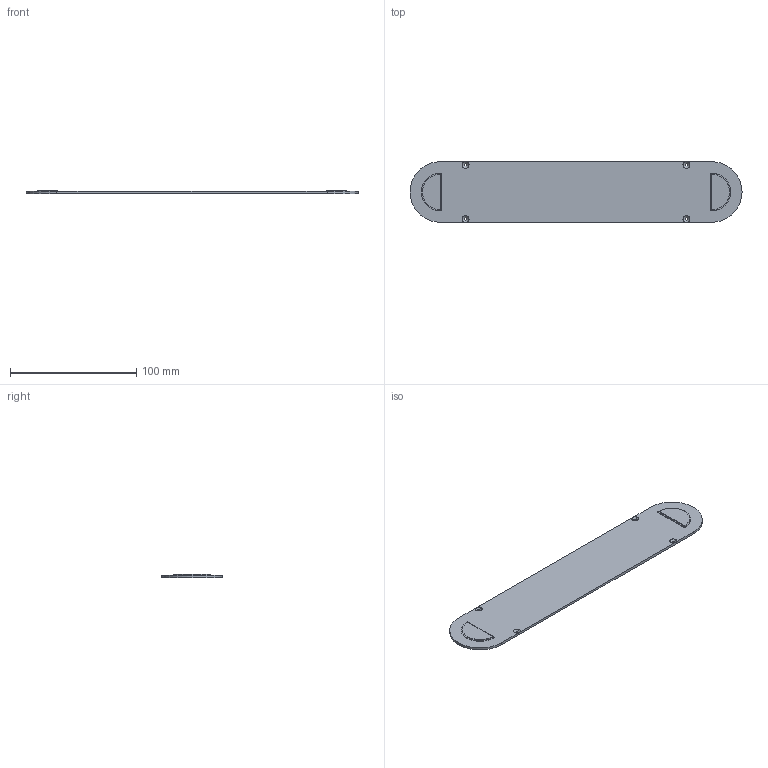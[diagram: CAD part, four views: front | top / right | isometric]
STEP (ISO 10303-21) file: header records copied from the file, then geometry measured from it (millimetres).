
FILE_DESCRIPTION (( 'STEP AP214' ), '1' );
FILE_NAME ('Pieza1.a.STEP', '2020-06-10T01:12:18', ( '' ), ( '' ), 'SwSTEP 2.0', 'SolidWorks 2013', '' );
FILE_SCHEMA (( 'AUTOMOTIVE_DESIGN' ));
Length unit declared in the file: millimetre
Products named in the file (1): Pieza1.a
Bounding box: 263 x 48 x 3 mm (x, y, z)
Volume: 24846.7 mm3; surface area: 25575.8 mm2
Topology: 1 solids, 1 shells, 37 faces, 97 edges, 62 vertices
Faces by surface type: cylinder 17, plane 12, cone 8
Entity records: 1308 total; most frequent: CARTESIAN_POINT 233, DIRECTION 215, ORIENTED_EDGE 194, EDGE_CURVE 97, AXIS2_PLACEMENT_3D 84, VERTEX_POINT 62, VECTOR 47, LINE 47
